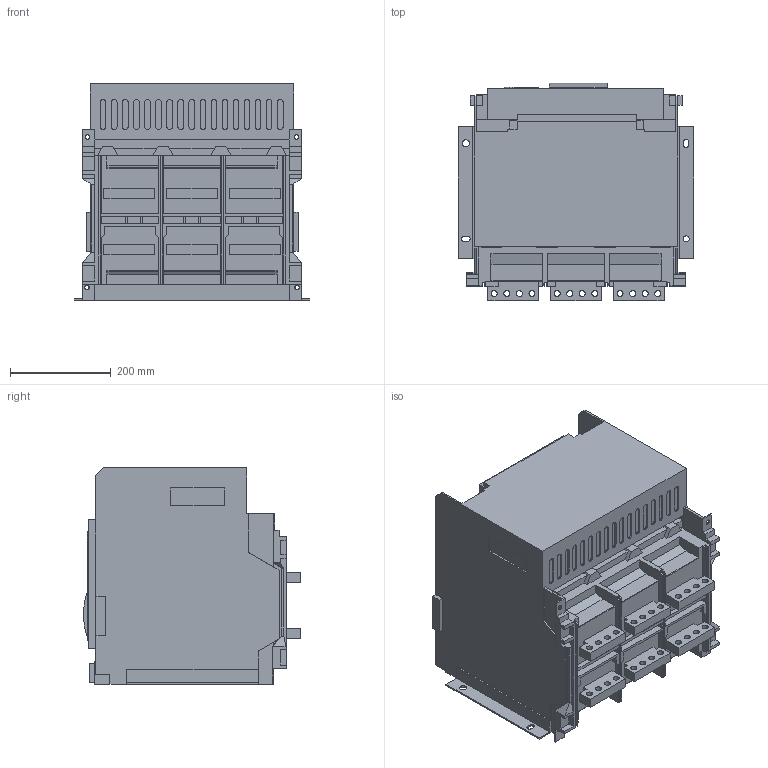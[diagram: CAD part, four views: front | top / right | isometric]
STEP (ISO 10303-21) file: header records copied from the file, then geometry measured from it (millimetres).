
FILE_DESCRIPTION(('STEP AP203'), '1');
FILE_NAME('ESQ BA99-40B 2000-2500A', '2025-02-20T12:58:04', ('admin'), (''), 'C3D Converter', 'C3D Toolkit', '');
FILE_SCHEMA(('CONFIG_CONTROL_DESIGN'));
Length unit declared in the file: millimetre
Products named in the file (1): 1
Bounding box: 468 x 431.97 x 430 mm (x, y, z)
Volume: 57038582.3 mm3; surface area: 1407448.7 mm2
Topology: 1 solids, 1 shells, 595 faces, 1668 edges, 1118 vertices
Faces by surface type: plane 488, cylinder 103, torus 2, sphere 2
Full cylindrical faces by diameter (mm): 8 x1, 9 x4, 12 x26, 14 x2, 17 x1, 18 x1, 22.5 x2, 28 x2
Entity records: 24283 total; most frequent: CARTESIAN_POINT 3875, ORIENTED_EDGE 3254, DIRECTION 3077, EDGE_CURVE 1627, LINE 1357, VECTOR 1357, VERTEX_POINT 1118, AXIS2_PLACEMENT_3D 860
